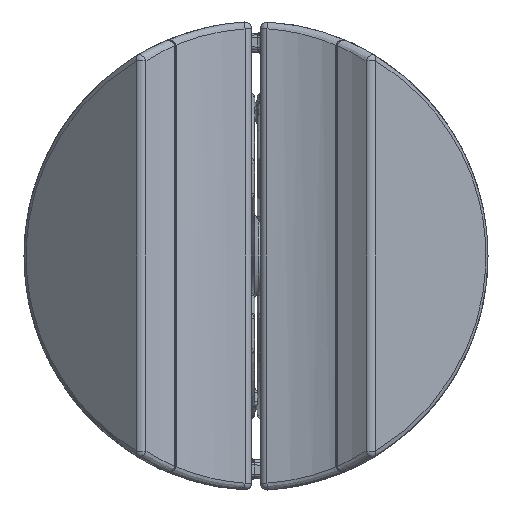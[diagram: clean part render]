
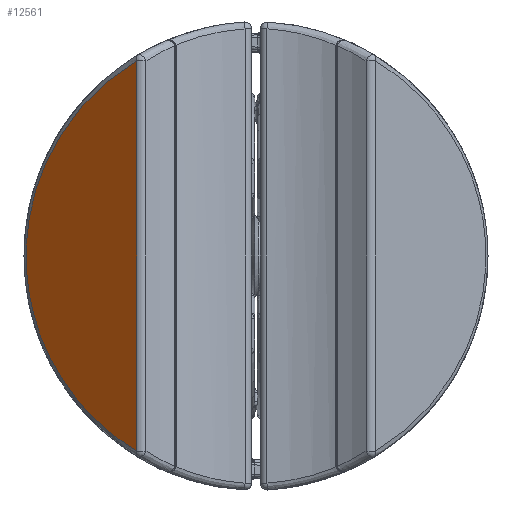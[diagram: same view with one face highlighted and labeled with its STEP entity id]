
A CAD part, front view. The second image highlights one B-rep face of the part: STEP entity #12561.
In plain terms, the highlighted face is planar.
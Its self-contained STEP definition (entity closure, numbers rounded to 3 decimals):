
#509=ELLIPSE('',#14157,23.335,16.5);
#901=PLANE('',#14156);
#1401=LINE('',#28925,#1910);
#1910=VECTOR('',#17434,1000.);
#2758=FACE_OUTER_BOUND('',#3633,.T.);
#3633=EDGE_LOOP('',(#10427,#10428));
#5888=VERTEX_POINT('',#28922);
#5889=VERTEX_POINT('',#28923);
#7462=EDGE_CURVE('',#5888,#5889,#509,.T.);
#7463=EDGE_CURVE('',#5889,#5888,#1401,.T.);
#10427=ORIENTED_EDGE('',*,*,#7462,.T.);
#10428=ORIENTED_EDGE('',*,*,#7463,.T.);
#12561=ADVANCED_FACE('',(#2758),#901,.F.);
#14156=AXIS2_PLACEMENT_3D('',#28921,#17430,#17431);
#14157=AXIS2_PLACEMENT_3D('',#28924,#17432,#17433);
#17430=DIRECTION('center_axis',(0.,0.707,0.707));
#17431=DIRECTION('ref_axis',(0.,-0.707,0.707));
#17432=DIRECTION('center_axis',(0.,-0.707,-0.707));
#17433=DIRECTION('ref_axis',(0.,0.707,-0.707));
#17434=DIRECTION('',(-1.,0.,0.));
#28921=CARTESIAN_POINT('Origin',(-16.993,0.,-8.));
#28922=CARTESIAN_POINT('',(-14.15,0.34,-8.34));
#28923=CARTESIAN_POINT('',(14.15,0.34,-8.34));
#28924=CARTESIAN_POINT('Origin',(0.,-8.146,
0.146));
#28925=CARTESIAN_POINT('',(-16.993,0.34,-8.34));
